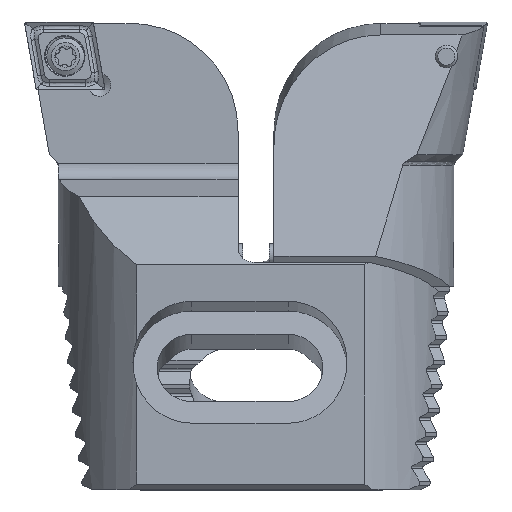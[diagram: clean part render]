
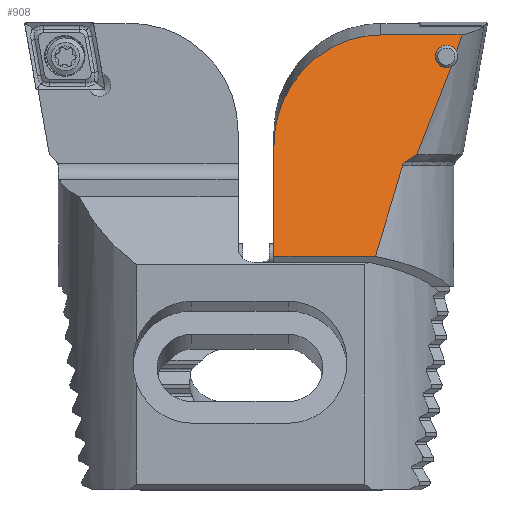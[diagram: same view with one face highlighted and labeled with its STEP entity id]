
A CAD part, top view. The second image highlights one B-rep face of the part: STEP entity #908.
In plain terms, the highlighted face is planar.
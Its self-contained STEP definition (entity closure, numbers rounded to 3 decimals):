
#46 = EDGE_CURVE ( 'NONE', #3048, #2573, #6763, .T. ) ;
#160 = CARTESIAN_POINT ( 'NONE',  ( 5.755, -5.561, -18.734 ) ) ;
#218 = DIRECTION ( 'NONE',  ( -1., 0., 0. ) ) ;
#510 = CARTESIAN_POINT ( 'NONE',  ( 13.187, -24.824, -23.896 ) ) ;
#681 = CARTESIAN_POINT ( 'NONE',  ( 84., -2.461, -17.904 ) ) ;
#687 = ORIENTED_EDGE ( 'NONE', *, *, #2594, .F. ) ;
#900 = CARTESIAN_POINT ( 'NONE',  ( 5.413, -4.542, -18.461 ) ) ;
#908 = ADVANCED_FACE ( 'NONE', ( #2864 ), #5490, .F. ) ;
#1007 = VERTEX_POINT ( 'NONE', #4173 ) ;
#1010 = VERTEX_POINT ( 'NONE', #6092 ) ;
#1146 = CARTESIAN_POINT ( 'NONE',  ( 15.251, -26.157, -24.253 ) ) ;
#1232 = CARTESIAN_POINT ( 'NONE',  ( 39.9, -23.297, -23.487 ) ) ;
#1474 =( BOUNDED_CURVE ( )  B_SPLINE_CURVE ( 3, ( #1818, #4354, #2342, #5398, #3296, #3341, #160 ),
 .UNSPECIFIED., .F., .T. ) 
 B_SPLINE_CURVE_WITH_KNOTS ( ( 4, 3, 4 ),
 ( 2.682, 5.042, 7.402 ),
 .UNSPECIFIED. ) 
 CURVE ( )  GEOMETRIC_REPRESENTATION_ITEM ( )  RATIONAL_B_SPLINE_CURVE ( ( 1., 0.587, 0.587, 1., 0.587, 0.587, 1. ) ) 
 REPRESENTATION_ITEM ( '' )  );
#1498 = DIRECTION ( 'NONE',  ( -1., 0., 0. ) ) ;
#1548 = CARTESIAN_POINT ( 'NONE',  ( 15.251, -26.157, -24.253 ) ) ;
#1609 = CARTESIAN_POINT ( 'NONE',  ( 15.82, -26.864, -24.442 ) ) ;
#1625 = CARTESIAN_POINT ( 'NONE',  ( 15.504, -26.342, -24.302 ) ) ;
#1773 = DIRECTION ( 'NONE',  ( 0., 0.966, 0.259 ) ) ;
#1815 = CARTESIAN_POINT ( 'NONE',  ( 39.9, -43.873, -29. ) ) ;
#1818 = CARTESIAN_POINT ( 'NONE',  ( 6.712, -8.36, -19.484 ) ) ;
#2149 = ORIENTED_EDGE ( 'NONE', *, *, #4070, .T. ) ;
#2165 = ORIENTED_EDGE ( 'NONE', *, *, #6387, .T. ) ;
#2227 = VERTEX_POINT ( 'NONE', #2457 ) ;
#2342 = CARTESIAN_POINT ( 'NONE',  ( 10.344, -7.885, -19.357 ) ) ;
#2399 = EDGE_LOOP ( 'NONE', ( #4181, #2149, #2816, #687, #2165, #5178, #3443, #2638, #3655, #3667 ) ) ;
#2428 =( BOUNDED_CURVE ( )  B_SPLINE_CURVE ( 3, ( #5635, #6600, #3507, #4014 ),
 .UNSPECIFIED., .F., .F. ) 
 B_SPLINE_CURVE_WITH_KNOTS ( ( 4, 4 ),
 ( 3.142, 4.712 ),
 .UNSPECIFIED. ) 
 CURVE ( )  GEOMETRIC_REPRESENTATION_ITEM ( )  RATIONAL_B_SPLINE_CURVE ( ( 1., 0.805, 0.805, 1. ) ) 
 REPRESENTATION_ITEM ( '' )  );
#2457 = CARTESIAN_POINT ( 'NONE',  ( 19.9, -2.461, -17.904 ) ) ;
#2473 = B_SPLINE_CURVE_WITH_KNOTS ( 'NONE', 3,
 ( #1609, #4146, #3152, #1625, #5202, #1548 ),
 .UNSPECIFIED., .F., .F.,
 ( 4, 2, 4 ),
 ( 0., 0., 0.001 ),
 .UNSPECIFIED. ) ;
#2498 = CARTESIAN_POINT ( 'NONE',  ( 8.812, -14.396, -21.102 ) ) ;
#2525 = CARTESIAN_POINT ( 'NONE',  ( 5.755, -5.561, -18.734 ) ) ;
#2545 = CARTESIAN_POINT ( 'NONE',  ( 15.251, -26.157, -24.253 ) ) ;
#2573 = VERTEX_POINT ( 'NONE', #2786 ) ;
#2587 = CARTESIAN_POINT ( 'NONE',  ( 84., -43.873, -29. ) ) ;
#2594 = EDGE_CURVE ( 'NONE', #2227, #2573, #5957, .T. ) ;
#2628 = CARTESIAN_POINT ( 'NONE',  ( 20.919, -43.873, -29. ) ) ;
#2638 = ORIENTED_EDGE ( 'NONE', *, *, #5709, .T. ) ;
#2786 = CARTESIAN_POINT ( 'NONE',  ( 4.734, -2.461, -17.904 ) ) ;
#2797 = VECTOR ( 'NONE', #218, 1000. ) ;
#2816 = ORIENTED_EDGE ( 'NONE', *, *, #46, .T. ) ;
#2845 = EDGE_CURVE ( 'NONE', #2919, #1010, #5552, .T. ) ;
#2864 = FACE_OUTER_BOUND ( 'NONE', #2399, .T. ) ;
#2891 = VERTEX_POINT ( 'NONE', #5821 ) ;
#2919 = VERTEX_POINT ( 'NONE', #1146 ) ;
#2987 = DIRECTION ( 'NONE',  ( 0., -0.259, 0.966 ) ) ;
#3048 = VERTEX_POINT ( 'NONE', #5942 ) ;
#3060 = CARTESIAN_POINT ( 'NONE',  ( 6.712, -8.36, -19.484 ) ) ;
#3152 = CARTESIAN_POINT ( 'NONE',  ( 15.704, -26.578, -24.366 ) ) ;
#3244 = VECTOR ( 'NONE', #1773, 1000. ) ;
#3270 = EDGE_CURVE ( 'NONE', #1010, #5013, #6025, .T. ) ;
#3296 = CARTESIAN_POINT ( 'NONE',  ( 8.918, -3.714, -18.239 ) ) ;
#3341 = CARTESIAN_POINT ( 'NONE',  ( 6.719, -3.578, -18.203 ) ) ;
#3443 = ORIENTED_EDGE ( 'NONE', *, *, #6743, .T. ) ;
#3507 = CARTESIAN_POINT ( 'NONE',  ( 39.9, -11.092, -20.216 ) ) ;
#3565 = DIRECTION ( 'NONE',  ( 0., -0.966, -0.259 ) ) ;
#3578 = AXIS2_PLACEMENT_3D ( 'NONE', #6661, #2987, #3565 ) ;
#3655 = ORIENTED_EDGE ( 'NONE', *, *, #3760, .T. ) ;
#3667 = ORIENTED_EDGE ( 'NONE', *, *, #2845, .T. ) ;
#3760 = EDGE_CURVE ( 'NONE', #2891, #2919, #2473, .T. ) ;
#3866 = VERTEX_POINT ( 'NONE', #5179 ) ;
#4014 = CARTESIAN_POINT ( 'NONE',  ( 39.9, -23.297, -23.487 ) ) ;
#4070 = EDGE_CURVE ( 'NONE', #5013, #3048, #1474, .T. ) ;
#4146 = CARTESIAN_POINT ( 'NONE',  ( 15.782, -26.714, -24.402 ) ) ;
#4173 = CARTESIAN_POINT ( 'NONE',  ( 39.9, -43.873, -29. ) ) ;
#4181 = ORIENTED_EDGE ( 'NONE', *, *, #3270, .T. ) ;
#4354 = CARTESIAN_POINT ( 'NONE',  ( 8.687, -9.339, -19.747 ) ) ;
#4633 = LINE ( 'NONE', #1815, #3244 ) ;
#4953 = LINE ( 'NONE', #2587, #5048 ) ;
#5013 = VERTEX_POINT ( 'NONE', #5576 ) ;
#5048 = VECTOR ( 'NONE', #1498, 1000. ) ;
#5140 = CARTESIAN_POINT ( 'NONE',  ( 10.973, -19.889, -22.573 ) ) ;
#5178 = ORIENTED_EDGE ( 'NONE', *, *, #5971, .F. ) ;
#5179 = CARTESIAN_POINT ( 'NONE',  ( 20.919, -43.873, -29. ) ) ;
#5195 = CARTESIAN_POINT ( 'NONE',  ( 13.87, -25.275, -24.017 ) ) ;
#5202 = CARTESIAN_POINT ( 'NONE',  ( 15.384, -26.241, -24.276 ) ) ;
#5336 =( BOUNDED_CURVE ( )  B_SPLINE_CURVE ( 3, ( #2628, #6261, #5781, #6280 ),
 .UNSPECIFIED., .F., .F. ) 
 B_SPLINE_CURVE_WITH_KNOTS ( ( 4, 4 ),
 ( 3.776, 3.966 ),
 .UNSPECIFIED. ) 
 CURVE ( )  GEOMETRIC_REPRESENTATION_ITEM ( )  RATIONAL_B_SPLINE_CURVE ( ( 1., 0.997, 0.997, 1. ) ) 
 REPRESENTATION_ITEM ( '' )  );
#5398 = CARTESIAN_POINT ( 'NONE',  ( 9.631, -5.799, -18.798 ) ) ;
#5490 = PLANE ( 'NONE',  #3578 ) ;
#5552 = B_SPLINE_CURVE_WITH_KNOTS ( 'NONE', 3,
 ( #2545, #5691, #5195, #510 ),
 .UNSPECIFIED., .F., .F.,
 ( 4, 4 ),
 ( 0.001, 0.003 ),
 .UNSPECIFIED. ) ;
#5576 = CARTESIAN_POINT ( 'NONE',  ( 6.712, -8.36, -19.484 ) ) ;
#5615 = CARTESIAN_POINT ( 'NONE',  ( 5.073, -3.509, -18.184 ) ) ;
#5628 = CARTESIAN_POINT ( 'NONE',  ( 13.187, -24.824, -23.896 ) ) ;
#5635 = CARTESIAN_POINT ( 'NONE',  ( 19.9, -2.461, -17.904 ) ) ;
#5691 = CARTESIAN_POINT ( 'NONE',  ( 14.558, -25.72, -24.136 ) ) ;
#5709 = EDGE_CURVE ( 'NONE', #3866, #2891, #5336, .T. ) ;
#5758 = VERTEX_POINT ( 'NONE', #1232 ) ;
#5781 = CARTESIAN_POINT ( 'NONE',  ( 17.372, -33.13, -26.121 ) ) ;
#5821 = CARTESIAN_POINT ( 'NONE',  ( 15.82, -26.864, -24.442 ) ) ;
#5942 = CARTESIAN_POINT ( 'NONE',  ( 5.755, -5.561, -18.734 ) ) ;
#5957 = LINE ( 'NONE', #681, #2797 ) ;
#5971 = EDGE_CURVE ( 'NONE', #1007, #5758, #4633, .T. ) ;
#6025 =( BOUNDED_CURVE ( )  B_SPLINE_CURVE ( 3, ( #5628, #5140, #2498, #3060 ),
 .UNSPECIFIED., .F., .F. ) 
 B_SPLINE_CURVE_WITH_KNOTS ( ( 4, 4 ),
 ( 3.564, 3.667 ),
 .UNSPECIFIED. ) 
 CURVE ( )  GEOMETRIC_REPRESENTATION_ITEM ( )  RATIONAL_B_SPLINE_CURVE ( ( 1., 0.999, 0.999, 1. ) ) 
 REPRESENTATION_ITEM ( '' )  );
#6092 = CARTESIAN_POINT ( 'NONE',  ( 13.187, -24.824, -23.896 ) ) ;
#6153 = CARTESIAN_POINT ( 'NONE',  ( 4.734, -2.461, -17.904 ) ) ;
#6261 = CARTESIAN_POINT ( 'NONE',  ( 19.077, -38.816, -27.645 ) ) ;
#6280 = CARTESIAN_POINT ( 'NONE',  ( 15.82, -26.864, -24.442 ) ) ;
#6387 = EDGE_CURVE ( 'NONE', #2227, #5758, #2428, .T. ) ;
#6600 = CARTESIAN_POINT ( 'NONE',  ( 31.616, -2.461, -17.904 ) ) ;
#6661 = CARTESIAN_POINT ( 'NONE',  ( 84., -2.461, -17.904 ) ) ;
#6743 = EDGE_CURVE ( 'NONE', #1007, #3866, #4953, .T. ) ;
#6763 =( BOUNDED_CURVE ( )  B_SPLINE_CURVE ( 3, ( #2525, #900, #5615, #6153 ),
 .UNSPECIFIED., .F., .F. ) 
 B_SPLINE_CURVE_WITH_KNOTS ( ( 4, 4 ),
 ( 3.683, 3.7 ),
 .UNSPECIFIED. ) 
 CURVE ( )  GEOMETRIC_REPRESENTATION_ITEM ( )  RATIONAL_B_SPLINE_CURVE ( ( 1., 1., 1., 1. ) ) 
 REPRESENTATION_ITEM ( '' )  );
